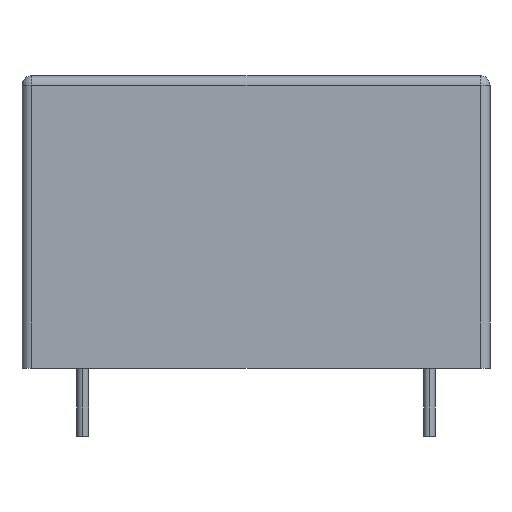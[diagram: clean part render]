
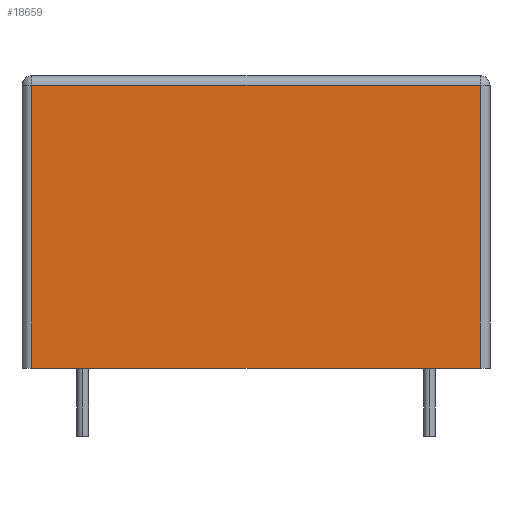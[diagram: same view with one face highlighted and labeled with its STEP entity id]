
A CAD part, left-side view. The second image highlights one B-rep face of the part: STEP entity #18659.
In plain terms, the highlighted planar face has unit normal (-1, 0, 0).
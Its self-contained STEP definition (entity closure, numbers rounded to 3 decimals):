
#137 = CARTESIAN_POINT ( 'NONE',  ( -18.5, 11.5, -15. ) ) ;
#1181 = FACE_OUTER_BOUND ( 'NONE', #7743, .T. ) ;
#2226 = VERTEX_POINT ( 'NONE', #15175 ) ;
#2807 = ORIENTED_EDGE ( 'NONE', *, *, #19392, .F. ) ;
#2848 = EDGE_CURVE ( 'NONE', #12007, #24281, #12617, .T. ) ;
#2917 = DIRECTION ( 'NONE',  ( 0., 0., 1. ) ) ;
#3336 = VECTOR ( 'NONE', #2917, 1000. ) ;
#4905 = DIRECTION ( 'NONE',  ( 0., 0., 1. ) ) ;
#5080 = LINE ( 'NONE', #14600, #3336 ) ;
#5440 = LINE ( 'NONE', #23777, #23395 ) ;
#6987 = VECTOR ( 'NONE', #20150, 1000. ) ;
#7743 = EDGE_LOOP ( 'NONE', ( #8395, #22852, #2807, #8388 ) ) ;
#8388 = ORIENTED_EDGE ( 'NONE', *, *, #9125, .T. ) ;
#8395 = ORIENTED_EDGE ( 'NONE', *, *, #19634, .T. ) ;
#9125 = EDGE_CURVE ( 'NONE', #2226, #9853, #5440, .T. ) ;
#9426 = CARTESIAN_POINT ( 'NONE',  ( -18.5, -11.5, -15. ) ) ;
#9853 = VERTEX_POINT ( 'NONE', #9426 ) ;
#10666 = LINE ( 'NONE', #14437, #11792 ) ;
#11434 = DIRECTION ( 'NONE',  ( -1., 0., 0. ) ) ;
#11792 = VECTOR ( 'NONE', #4905, 1000. ) ;
#12007 = VERTEX_POINT ( 'NONE', #18468 ) ;
#12617 = LINE ( 'NONE', #23797, #6987 ) ;
#14323 = CARTESIAN_POINT ( 'NONE',  ( -18.5, 11.5, -0.5 ) ) ;
#14338 = PLANE ( 'NONE',  #22549 ) ;
#14437 = CARTESIAN_POINT ( 'NONE',  ( -18.5, -11.5, -15. ) ) ;
#14600 = CARTESIAN_POINT ( 'NONE',  ( -18.5, 11.5, -15. ) ) ;
#15175 = CARTESIAN_POINT ( 'NONE',  ( -18.5, 11.5, -15. ) ) ;
#18468 = CARTESIAN_POINT ( 'NONE',  ( -18.5, -11.5, -0.5 ) ) ;
#18659 = ADVANCED_FACE ( 'NONE', ( #1181 ), #14338, .T. ) ;
#19392 = EDGE_CURVE ( 'NONE', #2226, #24281, #5080, .T. ) ;
#19634 = EDGE_CURVE ( 'NONE', #9853, #12007, #10666, .T. ) ;
#20150 = DIRECTION ( 'NONE',  ( 0., 1., 0. ) ) ;
#22549 = AXIS2_PLACEMENT_3D ( 'NONE', #137, #11434, #22762 ) ;
#22762 = DIRECTION ( 'NONE',  ( 0., 0., 1. ) ) ;
#22852 = ORIENTED_EDGE ( 'NONE', *, *, #2848, .T. ) ;
#23395 = VECTOR ( 'NONE', #24368, 1000. ) ;
#23777 = CARTESIAN_POINT ( 'NONE',  ( -18.5, 11.5, -15. ) ) ;
#23797 = CARTESIAN_POINT ( 'NONE',  ( -18.5, 11.5, -0.5 ) ) ;
#24281 = VERTEX_POINT ( 'NONE', #14323 ) ;
#24368 = DIRECTION ( 'NONE',  ( 0., -1., 0. ) ) ;
